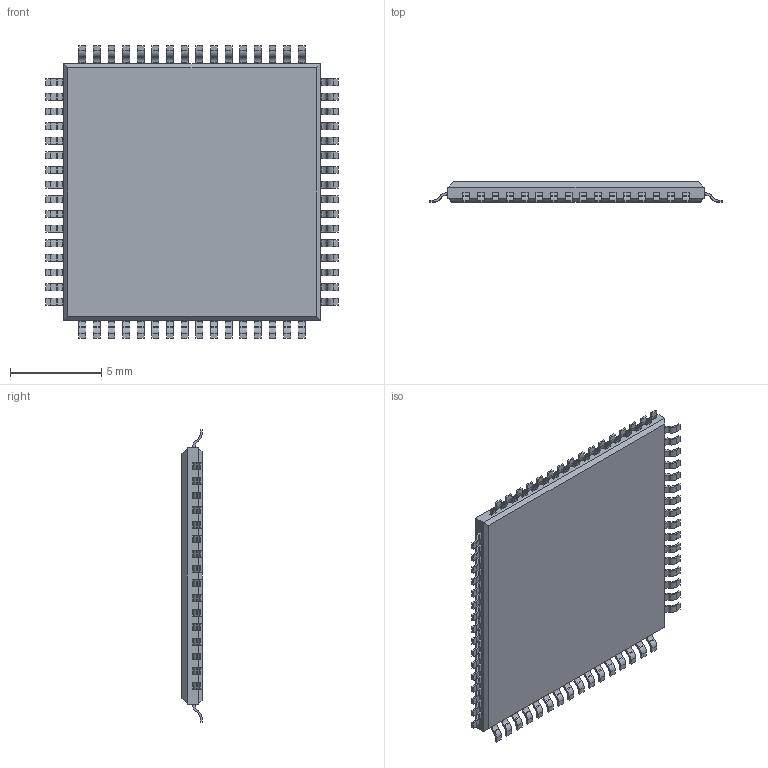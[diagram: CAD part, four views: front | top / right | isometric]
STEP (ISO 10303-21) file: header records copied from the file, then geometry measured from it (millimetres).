
FILE_DESCRIPTION (( 'STEP AP214' ), '1' );
FILE_NAME ('User Library-TQFP64-5.STEP', '2022-04-22T21:37:35', ( '' ), ( '' ), 'SwSTEP 2.0', 'SolidWorks 2021', '' );
FILE_SCHEMA (( 'AUTOMOTIVE_DESIGN' ));
Length unit declared in the file: millimetre
Products named in the file (1): User Library-TQFP64-5
Bounding box: 16 x 1.1 x 16 mm (x, y, z)
Volume: 215 mm3; surface area: 507.7 mm2
Topology: 1 solids, 1 shells, 849 faces, 2338 edges, 1556 vertices
Faces by surface type: plane 591, cylinder 258
Entity records: 27145 total; most frequent: CARTESIAN_POINT 4744, ORIENTED_EDGE 4676, DIRECTION 4554, EDGE_CURVE 2338, LINE 1822, VECTOR 1822, VERTEX_POINT 1556, AXIS2_PLACEMENT_3D 1366
